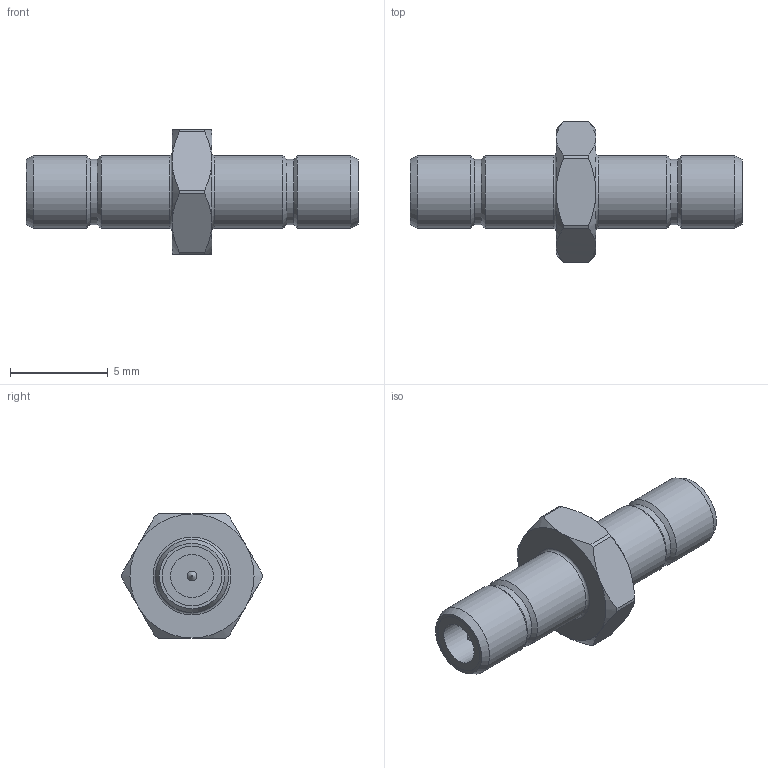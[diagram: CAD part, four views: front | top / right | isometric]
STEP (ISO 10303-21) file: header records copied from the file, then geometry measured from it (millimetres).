
FILE_DESCRIPTION (( 'STEP AP203' ), '1' );
FILE_NAME ('PE9116_3D.step', '2021-11-03T20:49:58', ( '' ), ( '' ), 'SwSTEP 2.0', 'SolidWorks 2021', '' );
FILE_SCHEMA (( 'CONFIG_CONTROL_DESIGN' ));
Length unit declared in the file: inch
Products named in the file (1): PE9116_3D
Bounding box: 17 x 7.23 x 6.35 mm (x, y, z)
Volume: 206 mm3; surface area: 338.6 mm2
Topology: 1 solids, 1 shells, 56 faces, 112 edges, 66 vertices
Faces by surface type: cone 20, cylinder 18, plane 16, torus 2
Full cylindrical faces by diameter (mm): 0.508 x2, 2.191 x2, 3.048 x2, 3.335 x2, 3.735 x4
Entity records: 1651 total; most frequent: CARTESIAN_POINT 501, DIRECTION 234, ORIENTED_EDGE 180, AXIS2_PLACEMENT_3D 111, EDGE_CURVE 90, EDGE_LOOP 86, FACE_OUTER_BOUND 70, VERTEX_POINT 66
